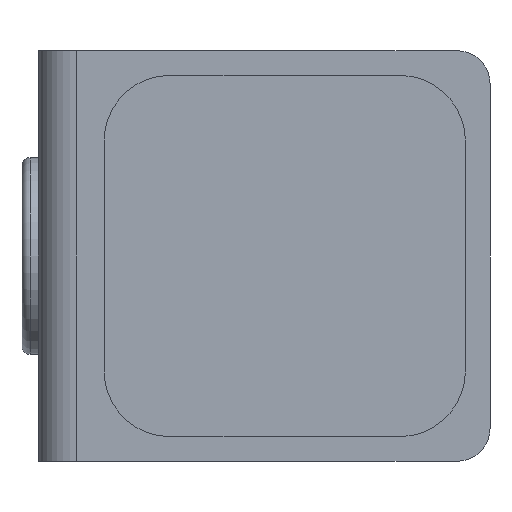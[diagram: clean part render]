
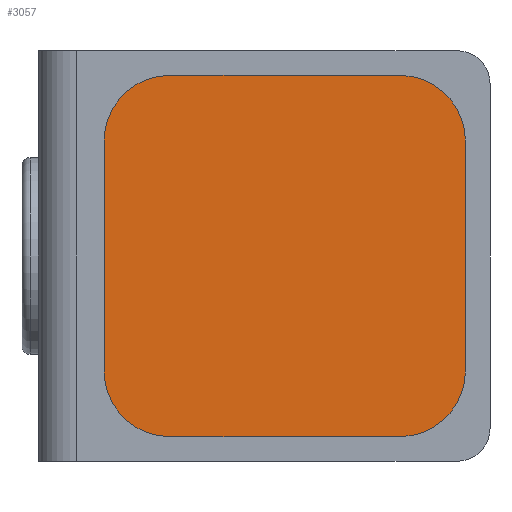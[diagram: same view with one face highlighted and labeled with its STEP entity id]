
A CAD part, left-side view. The second image highlights one B-rep face of the part: STEP entity #3057.
In plain terms, the highlighted planar face has unit normal (-1, 0, 0).
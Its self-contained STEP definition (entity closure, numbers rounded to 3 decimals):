
#241 = CARTESIAN_POINT ( 'NONE',  ( -14.8, 11., 11. ) ) ;
#268 = VERTEX_POINT ( 'NONE', #4394 ) ;
#347 = AXIS2_PLACEMENT_3D ( 'NONE', #1450, #4670, #1911 ) ;
#449 = EDGE_CURVE ( 'NONE', #4810, #3493, #3460, .T. ) ;
#488 = PLANE ( 'NONE',  #5322 ) ;
#605 = ORIENTED_EDGE ( 'NONE', *, *, #2829, .T. ) ;
#761 = DIRECTION ( 'NONE',  ( 0., 0., -1. ) ) ;
#794 = DIRECTION ( 'NONE',  ( 0., 0., -1. ) ) ;
#835 = EDGE_CURVE ( 'NONE', #5814, #3696, #3086, .T. ) ;
#908 = VERTEX_POINT ( 'NONE', #1716 ) ;
#1158 = VECTOR ( 'NONE', #794, 1000. ) ;
#1181 = CIRCLE ( 'NONE', #2868, 4. ) ;
#1221 = DIRECTION ( 'NONE',  ( -1., 0., 0. ) ) ;
#1362 = CIRCLE ( 'NONE', #1977, 4. ) ;
#1450 = CARTESIAN_POINT ( 'NONE',  ( -14.8, -7., 7. ) ) ;
#1700 = AXIS2_PLACEMENT_3D ( 'NONE', #1852, #4492, #4040 ) ;
#1716 = CARTESIAN_POINT ( 'NONE',  ( -14.8, 7., -11. ) ) ;
#1852 = CARTESIAN_POINT ( 'NONE',  ( -14.8, -7., -7. ) ) ;
#1911 = DIRECTION ( 'NONE',  ( 0., 0., -1. ) ) ;
#1977 = AXIS2_PLACEMENT_3D ( 'NONE', #3996, #1221, #761 ) ;
#2019 = ORIENTED_EDGE ( 'NONE', *, *, #2711, .T. ) ;
#2178 = DIRECTION ( 'NONE',  ( 0., -1., 0. ) ) ;
#2283 = DIRECTION ( 'NONE',  ( -1., 0., 0. ) ) ;
#2386 = ORIENTED_EDGE ( 'NONE', *, *, #835, .F. ) ;
#2429 = VERTEX_POINT ( 'NONE', #4825 ) ;
#2557 = CARTESIAN_POINT ( 'NONE',  ( -14.8, -11., 11. ) ) ;
#2570 = ORIENTED_EDGE ( 'NONE', *, *, #4328, .T. ) ;
#2590 = EDGE_CURVE ( 'NONE', #268, #908, #1181, .T. ) ;
#2711 = EDGE_CURVE ( 'NONE', #5438, #268, #4280, .T. ) ;
#2758 = CARTESIAN_POINT ( 'NONE',  ( -14.8, 7., -7. ) ) ;
#2779 = DIRECTION ( 'NONE',  ( 1., 0., 0. ) ) ;
#2794 = CARTESIAN_POINT ( 'NONE',  ( -14.8, 7., 11. ) ) ;
#2829 = EDGE_CURVE ( 'NONE', #908, #2429, #3717, .T. ) ;
#2868 = AXIS2_PLACEMENT_3D ( 'NONE', #2758, #2283, #4009 ) ;
#2936 = CIRCLE ( 'NONE', #1700, 4. ) ;
#2992 = CARTESIAN_POINT ( 'NONE',  ( -14.8, 11., 7. ) ) ;
#3047 = VECTOR ( 'NONE', #3869, 1000. ) ;
#3057 = ADVANCED_FACE ( 'NONE', ( #3789 ), #488, .F. ) ;
#3076 = CIRCLE ( 'NONE', #347, 4. ) ;
#3086 = LINE ( 'NONE', #3305, #5385 ) ;
#3229 = DIRECTION ( 'NONE',  ( 0., 0., -1. ) ) ;
#3305 = CARTESIAN_POINT ( 'NONE',  ( -14.8, 11., 11. ) ) ;
#3448 = ORIENTED_EDGE ( 'NONE', *, *, #5182, .T. ) ;
#3460 = LINE ( 'NONE', #2557, #1158 ) ;
#3493 = VERTEX_POINT ( 'NONE', #4297 ) ;
#3573 = CARTESIAN_POINT ( 'NONE',  ( -14.8, -7., 11. ) ) ;
#3676 = ORIENTED_EDGE ( 'NONE', *, *, #2590, .T. ) ;
#3696 = VERTEX_POINT ( 'NONE', #3573 ) ;
#3717 = LINE ( 'NONE', #5339, #5077 ) ;
#3789 = FACE_OUTER_BOUND ( 'NONE', #4921, .T. ) ;
#3869 = DIRECTION ( 'NONE',  ( 0., 0., -1. ) ) ;
#3996 = CARTESIAN_POINT ( 'NONE',  ( -14.8, 7., 7. ) ) ;
#4009 = DIRECTION ( 'NONE',  ( 0., 0., -1. ) ) ;
#4040 = DIRECTION ( 'NONE',  ( 0., 0., -1. ) ) ;
#4158 = EDGE_CURVE ( 'NONE', #5814, #5438, #1362, .T. ) ;
#4280 = LINE ( 'NONE', #241, #3047 ) ;
#4297 = CARTESIAN_POINT ( 'NONE',  ( -14.8, -11., -7. ) ) ;
#4328 = EDGE_CURVE ( 'NONE', #2429, #3493, #2936, .T. ) ;
#4394 = CARTESIAN_POINT ( 'NONE',  ( -14.8, 11., -7. ) ) ;
#4459 = CARTESIAN_POINT ( 'NONE',  ( -14.8, -11., 7. ) ) ;
#4492 = DIRECTION ( 'NONE',  ( -1., 0., 0. ) ) ;
#4670 = DIRECTION ( 'NONE',  ( -1., 0., 0. ) ) ;
#4810 = VERTEX_POINT ( 'NONE', #4459 ) ;
#4825 = CARTESIAN_POINT ( 'NONE',  ( -14.8, -7., -11. ) ) ;
#4921 = EDGE_LOOP ( 'NONE', ( #2019, #3676, #605, #2570, #5633, #3448, #2386, #5724 ) ) ;
#5048 = DIRECTION ( 'NONE',  ( 0., -1., 0. ) ) ;
#5077 = VECTOR ( 'NONE', #5048, 1000. ) ;
#5182 = EDGE_CURVE ( 'NONE', #4810, #3696, #3076, .T. ) ;
#5322 = AXIS2_PLACEMENT_3D ( 'NONE', #5513, #2779, #3229 ) ;
#5339 = CARTESIAN_POINT ( 'NONE',  ( -14.8, 11., -11. ) ) ;
#5385 = VECTOR ( 'NONE', #2178, 1000. ) ;
#5438 = VERTEX_POINT ( 'NONE', #2992 ) ;
#5513 = CARTESIAN_POINT ( 'NONE',  ( -14.8, 11., 11. ) ) ;
#5633 = ORIENTED_EDGE ( 'NONE', *, *, #449, .F. ) ;
#5724 = ORIENTED_EDGE ( 'NONE', *, *, #4158, .T. ) ;
#5814 = VERTEX_POINT ( 'NONE', #2794 ) ;
